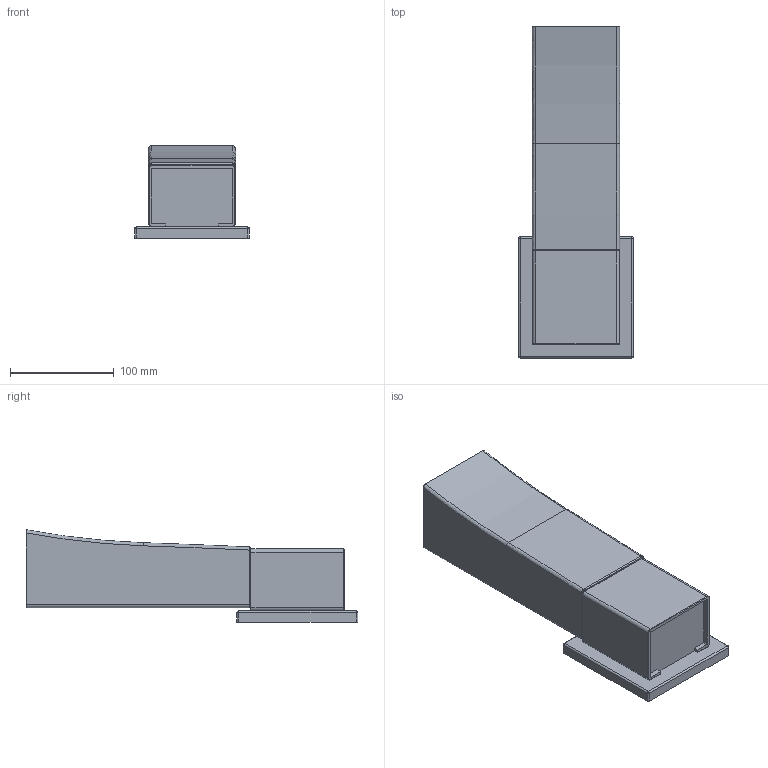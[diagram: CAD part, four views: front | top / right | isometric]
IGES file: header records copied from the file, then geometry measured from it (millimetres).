
Start section:  PTC IGES file: 4781.igs
Global section: file name: 4781.igs; native system: Creo Parametric by PTC Inc.; preprocessor: 2018400; author: jinson.thomas; organization: Unknown; date: 20210614.124622; units: inch
Bounding box: 110.41 x 319.51 x 89.2 mm (x, y, z)
Volume: 886476.2 mm3; surface area: 190224.2 mm2
Topology: 1 solids, 1 shells, 166 faces, 410 edges, 246 vertices
Faces by surface type: revolution 115, bspline 51
